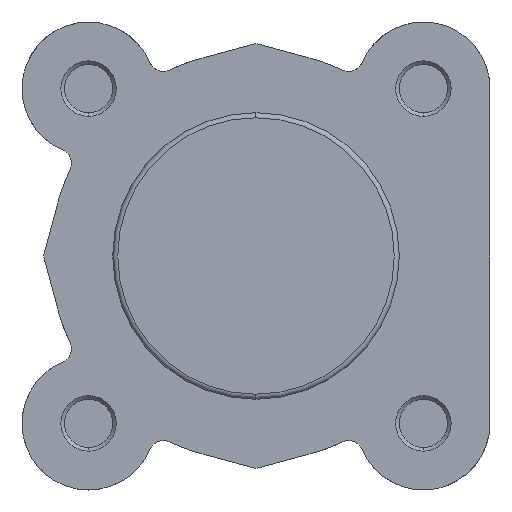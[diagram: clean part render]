
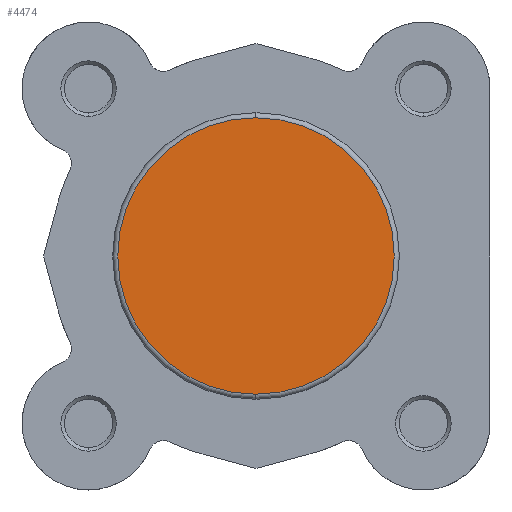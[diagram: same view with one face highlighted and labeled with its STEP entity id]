
A CAD part, left-side view. The second image highlights one B-rep face of the part: STEP entity #4474.
In plain terms, the highlighted planar face has unit normal (-1, 0, 0).
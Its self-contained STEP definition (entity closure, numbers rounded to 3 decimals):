
#240 = AXIS2_PLACEMENT_3D ( 'NONE', #1548, #1549, #1550 ) ;
#268 = AXIS2_PLACEMENT_3D ( 'NONE', #1690, #1691, #1692 ) ;
#557 = AXIS2_PLACEMENT_3D ( 'NONE', #6621, #6625, #6627 ) ;
#1548 = CARTESIAN_POINT ( 'NONE',  ( 0., 0., 0. ) ) ;
#1549 = DIRECTION ( 'NONE',  ( -1., 0., 0. ) ) ;
#1550 = DIRECTION ( 'NONE',  ( 0., 0., -1. ) ) ;
#1690 = CARTESIAN_POINT ( 'NONE',  ( 0., 0., 0. ) ) ;
#1691 = DIRECTION ( 'NONE',  ( -1., 0., 0. ) ) ;
#1692 = DIRECTION ( 'NONE',  ( 0., 0., -1. ) ) ;
#2067 = EDGE_CURVE ( 'NONE', #5825, #3229, #4685, .T. ) ;
#2104 = EDGE_LOOP ( 'NONE', ( #4036, #4106 ) ) ;
#3073 = EDGE_CURVE ( 'NONE', #3229, #5825, #4757, .T. ) ;
#3229 = VERTEX_POINT ( 'NONE', #5628 ) ;
#3347 = FACE_OUTER_BOUND ( 'NONE', #2104, .T. ) ;
#3637 = CARTESIAN_POINT ( 'NONE',  ( 0., 0., 19.2 ) ) ;
#4036 = ORIENTED_EDGE ( 'NONE', *, *, #3073, .T. ) ;
#4106 = ORIENTED_EDGE ( 'NONE', *, *, #2067, .T. ) ;
#4474 = ADVANCED_FACE ( 'NONE', ( #3347 ), #6622, .F. ) ;
#4685 = CIRCLE ( 'NONE', #240, 19.2 ) ;
#4757 = CIRCLE ( 'NONE', #268, 19.2 ) ;
#5628 = CARTESIAN_POINT ( 'NONE',  ( 0., 0., -19.2 ) ) ;
#5825 = VERTEX_POINT ( 'NONE', #3637 ) ;
#6621 = CARTESIAN_POINT ( 'NONE',  ( 0., 12.5, 0. ) ) ;
#6622 = PLANE ( 'NONE',  #557 ) ;
#6625 = DIRECTION ( 'NONE',  ( 1., 0., 0. ) ) ;
#6627 = DIRECTION ( 'NONE',  ( 0., 0., -1. ) ) ;
